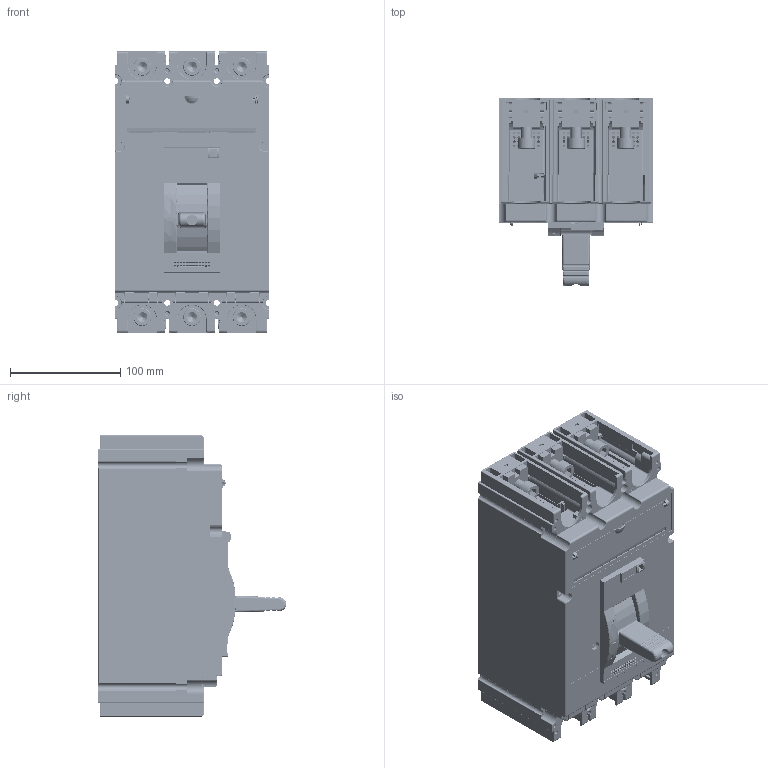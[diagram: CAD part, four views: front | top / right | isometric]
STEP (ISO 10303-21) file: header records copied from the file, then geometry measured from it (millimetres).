
FILE_DESCRIPTION (( 'STEP AP214' ), '1' );
FILE_NAME ('NM8N-400&630 3P.STEP', '2022-11-03T11:42:53', ( '' ), ( '' ), 'SwSTEP 2.0', 'SolidWorks 2021', '' );
FILE_SCHEMA (( 'AUTOMOTIVE_DESIGN' ));
Length unit declared in the file: millimetre
Products named in the file (1): NM8N-400&630  3P
Bounding box: 140 x 170.8 x 255 mm (x, y, z)
Surface area: 726143.2 mm2 (no closed solid volume)
Topology: 0 solids, 44 shells, 9310 faces, 25656 edges, 16508 vertices
Faces by surface type: plane 5663, cylinder 2974, torus 256, sphere 173, cone 153, bspline 91
Entity records: 415178 total; most frequent: CARTESIAN_POINT 72692, ORIENTED_EDGE 50998, DIRECTION 48794, EDGE_CURVE 25517, VECTOR 18156, LINE 18156, VERTEX_POINT 16476, AXIS2_PLACEMENT_3D 15319
